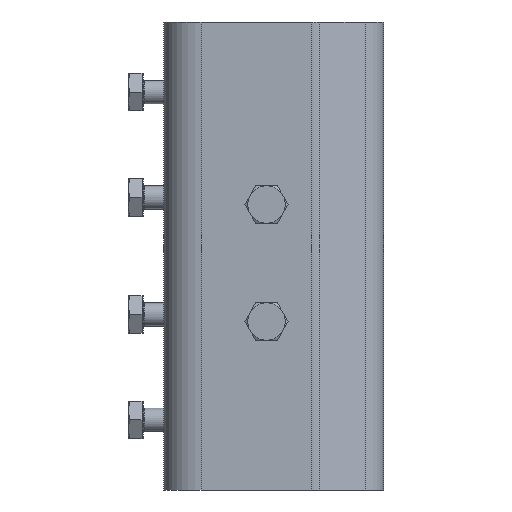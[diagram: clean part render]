
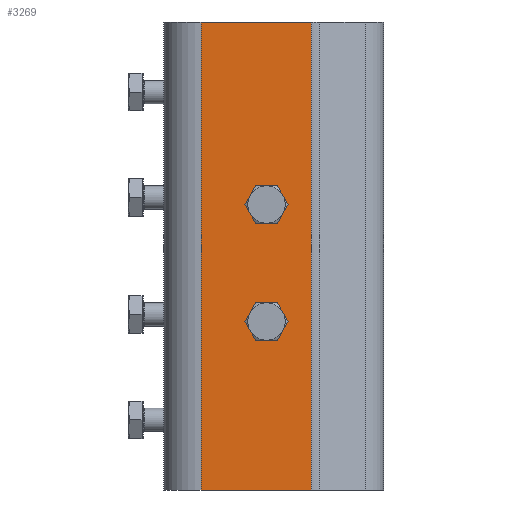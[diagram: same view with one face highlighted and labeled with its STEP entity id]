
A CAD part, left-side view. The second image highlights one B-rep face of the part: STEP entity #3269.
In plain terms, the highlighted planar face has unit normal (-1, 0, 0).
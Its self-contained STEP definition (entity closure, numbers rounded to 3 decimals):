
#3 = AXIS2_PLACEMENT_3D ( 'NONE', #3828, #10403, #4777 ) ;
#134 = EDGE_CURVE ( 'NONE', #11763, #5583, #2241, .T. ) ;
#602 = CARTESIAN_POINT ( 'NONE',  ( -43.782, -24.323, 41.532 ) ) ;
#901 = ORIENTED_EDGE ( 'NONE', *, *, #134, .T. ) ;
#1043 = CARTESIAN_POINT ( 'NONE',  ( -43.782, -24.323, 37.282 ) ) ;
#1507 = AXIS2_PLACEMENT_3D ( 'NONE', #2746, #9331, #3696 ) ;
#1600 = CIRCLE ( 'NONE', #1507, 4.25 ) ;
#1816 = VERTEX_POINT ( 'NONE', #3668 ) ;
#1882 = VERTEX_POINT ( 'NONE', #602 ) ;
#1937 = VECTOR ( 'NONE', #8674, 1000. ) ;
#1994 = DIRECTION ( 'NONE',  ( 0., 0., 1. ) ) ;
#2241 = LINE ( 'NONE', #8543, #1937 ) ;
#2312 = FACE_BOUND ( 'NONE', #10492, .T. ) ;
#2661 = CARTESIAN_POINT ( 'NONE',  ( -43.782, 3.677, 115.282 ) ) ;
#2746 = CARTESIAN_POINT ( 'NONE',  ( -43.782, -24.323, -12.718 ) ) ;
#2910 = ORIENTED_EDGE ( 'NONE', *, *, #9786, .F. ) ;
#2986 = CIRCLE ( 'NONE', #4975, 4.25 ) ;
#3093 = VERTEX_POINT ( 'NONE', #6930 ) ;
#3238 = LINE ( 'NONE', #5695, #7945 ) ;
#3269 = ADVANCED_FACE ( 'NONE', ( #9816, #2312, #7322 ), #10139, .T. ) ;
#3605 = DIRECTION ( 'NONE',  ( 0., 0., -1. ) ) ;
#3668 = CARTESIAN_POINT ( 'NONE',  ( -43.782, -24.323, -16.968 ) ) ;
#3696 = DIRECTION ( 'NONE',  ( 0., 0., 1. ) ) ;
#3732 = ORIENTED_EDGE ( 'NONE', *, *, #12171, .F. ) ;
#3828 = CARTESIAN_POINT ( 'NONE',  ( -43.782, -24.323, 37.282 ) ) ;
#4159 = EDGE_LOOP ( 'NONE', ( #11560, #901, #5614, #4452 ) ) ;
#4222 = ORIENTED_EDGE ( 'NONE', *, *, #4381, .F. ) ;
#4232 = AXIS2_PLACEMENT_3D ( 'NONE', #8532, #8492, #8451 ) ;
#4381 = EDGE_CURVE ( 'NONE', #8319, #1816, #4946, .T. ) ;
#4452 = ORIENTED_EDGE ( 'NONE', *, *, #11372, .T. ) ;
#4561 = CARTESIAN_POINT ( 'NONE',  ( -43.782, -43.383, 115.282 ) ) ;
#4705 = AXIS2_PLACEMENT_3D ( 'NONE', #8209, #8172, #8129 ) ;
#4777 = DIRECTION ( 'NONE',  ( 0., 0., 1. ) ) ;
#4946 = CIRCLE ( 'NONE', #4232, 4.25 ) ;
#4975 = AXIS2_PLACEMENT_3D ( 'NONE', #1043, #7663, #1994 ) ;
#5102 = CARTESIAN_POINT ( 'NONE',  ( -43.782, -43.383, -84.718 ) ) ;
#5155 = LINE ( 'NONE', #6929, #9836 ) ;
#5192 = CARTESIAN_POINT ( 'NONE',  ( -43.782, -24.323, -8.468 ) ) ;
#5583 = VERTEX_POINT ( 'NONE', #4561 ) ;
#5614 = ORIENTED_EDGE ( 'NONE', *, *, #6737, .T. ) ;
#5695 = CARTESIAN_POINT ( 'NONE',  ( -43.782, -134.215, -84.718 ) ) ;
#6510 = EDGE_CURVE ( 'NONE', #11763, #10220, #3238, .T. ) ;
#6737 = EDGE_CURVE ( 'NONE', #5583, #3093, #5155, .T. ) ;
#6743 = CIRCLE ( 'NONE', #3, 4.25 ) ;
#6929 = CARTESIAN_POINT ( 'NONE',  ( -43.782, -134.215, 115.282 ) ) ;
#6930 = CARTESIAN_POINT ( 'NONE',  ( -43.782, 3.677, 115.282 ) ) ;
#7074 = EDGE_CURVE ( 'NONE', #7458, #1882, #6743, .T. ) ;
#7300 = LINE ( 'NONE', #2661, #12008 ) ;
#7322 = FACE_OUTER_BOUND ( 'NONE', #4159, .T. ) ;
#7458 = VERTEX_POINT ( 'NONE', #10860 ) ;
#7663 = DIRECTION ( 'NONE',  ( -1., 0., 0. ) ) ;
#7858 = EDGE_LOOP ( 'NONE', ( #4222, #2910 ) ) ;
#7945 = VECTOR ( 'NONE', #12261, 1000. ) ;
#8129 = DIRECTION ( 'NONE',  ( 0., 0., 1. ) ) ;
#8172 = DIRECTION ( 'NONE',  ( -1., 0., 0. ) ) ;
#8209 = CARTESIAN_POINT ( 'NONE',  ( -43.782, -134.215, 115.282 ) ) ;
#8319 = VERTEX_POINT ( 'NONE', #5192 ) ;
#8451 = DIRECTION ( 'NONE',  ( 0., 0., 1. ) ) ;
#8492 = DIRECTION ( 'NONE',  ( -1., 0., 0. ) ) ;
#8532 = CARTESIAN_POINT ( 'NONE',  ( -43.782, -24.323, -12.718 ) ) ;
#8543 = CARTESIAN_POINT ( 'NONE',  ( -43.782, -43.383, 115.282 ) ) ;
#8674 = DIRECTION ( 'NONE',  ( 0., 0., 1. ) ) ;
#8858 = DIRECTION ( 'NONE',  ( 0., 1., 0. ) ) ;
#9331 = DIRECTION ( 'NONE',  ( -1., 0., 0. ) ) ;
#9786 = EDGE_CURVE ( 'NONE', #1816, #8319, #1600, .T. ) ;
#9816 = FACE_BOUND ( 'NONE', #7858, .T. ) ;
#9836 = VECTOR ( 'NONE', #8858, 1000. ) ;
#10139 = PLANE ( 'NONE',  #4705 ) ;
#10220 = VERTEX_POINT ( 'NONE', #10233 ) ;
#10233 = CARTESIAN_POINT ( 'NONE',  ( -43.782, 3.677, -84.718 ) ) ;
#10403 = DIRECTION ( 'NONE',  ( -1., 0., 0. ) ) ;
#10492 = EDGE_LOOP ( 'NONE', ( #3732, #11743 ) ) ;
#10860 = CARTESIAN_POINT ( 'NONE',  ( -43.782, -24.323, 33.032 ) ) ;
#11372 = EDGE_CURVE ( 'NONE', #3093, #10220, #7300, .T. ) ;
#11560 = ORIENTED_EDGE ( 'NONE', *, *, #6510, .F. ) ;
#11743 = ORIENTED_EDGE ( 'NONE', *, *, #7074, .F. ) ;
#11763 = VERTEX_POINT ( 'NONE', #5102 ) ;
#12008 = VECTOR ( 'NONE', #3605, 1000. ) ;
#12171 = EDGE_CURVE ( 'NONE', #1882, #7458, #2986, .T. ) ;
#12261 = DIRECTION ( 'NONE',  ( 0., 1., 0. ) ) ;
